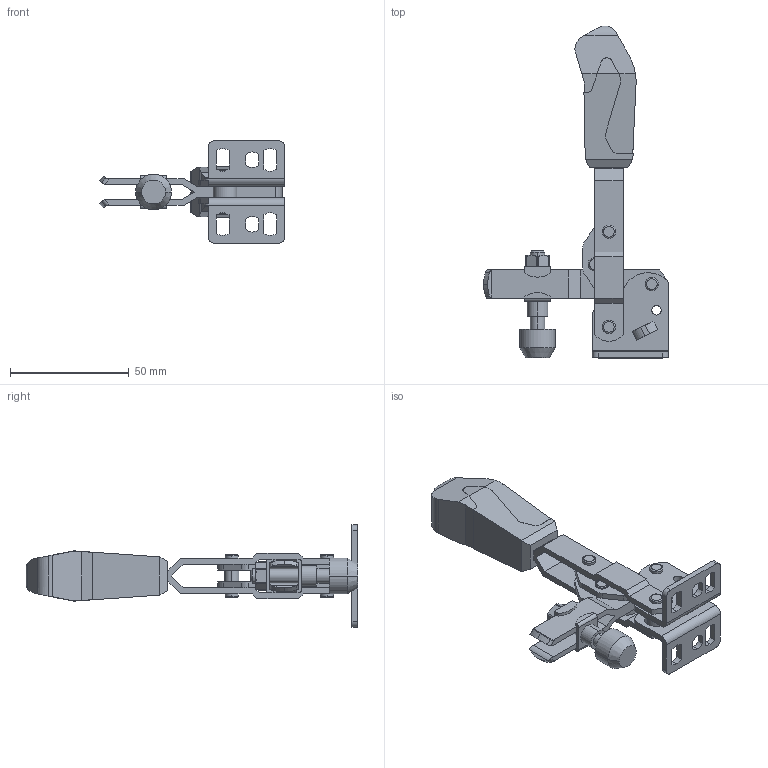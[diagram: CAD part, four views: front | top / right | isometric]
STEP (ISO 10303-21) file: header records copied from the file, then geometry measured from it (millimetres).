
FILE_DESCRIPTION(('STEP AP214'),'1');
FILE_NAME('HALDERN_EH_23330_0503.stp','2019-11-14T12:13:36',('TraceParts'),('TraceParts S.A.'),'Spatial InterOp 3D',' ',' ');
FILE_SCHEMA(('AUTOMOTIVE_DESIGN { 1 0 10303 214 1 1 1 1 }'));
Length unit declared in the file: millimetre
Products named in the file (1): HALDERN_EH_23330_0503_1
Bounding box: 77.69 x 139.5 x 43 mm (x, y, z)
Volume: 44229.4 mm3; surface area: 25851.2 mm2
Topology: 7 solids, 8 shells, 398 faces, 1033 edges, 677 vertices
Faces by surface type: plane 181, cylinder 177, torus 20, cone 20
Entity records: 15732 total; most frequent: CARTESIAN_POINT 2319, DIRECTION 2236, ORIENTED_EDGE 2066, EDGE_CURVE 1033, AXIS2_PLACEMENT_3D 822, VERTEX_POINT 677, LINE 592, VECTOR 592
